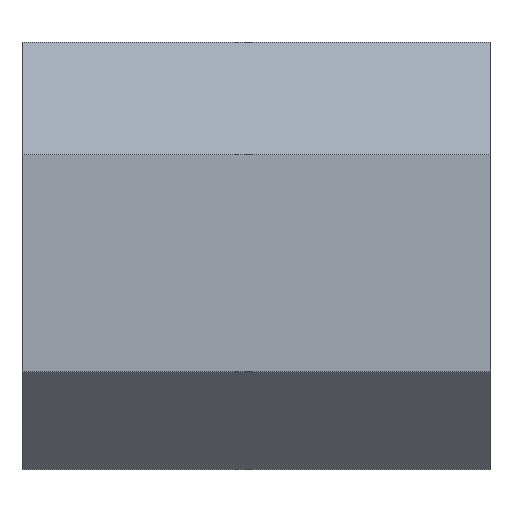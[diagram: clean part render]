
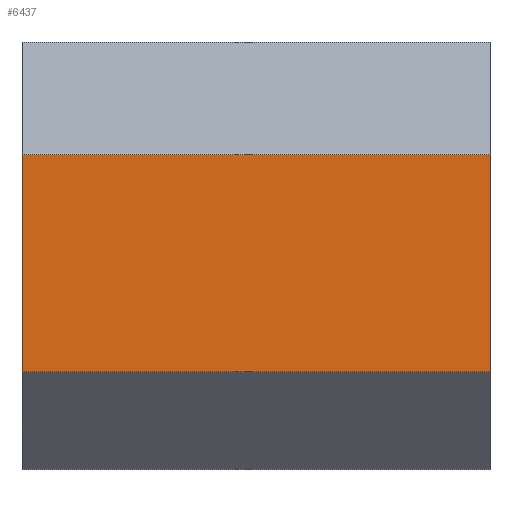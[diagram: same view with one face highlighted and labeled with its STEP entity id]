
A CAD part, top view. The second image highlights one B-rep face of the part: STEP entity #6437.
In plain terms, the highlighted planar face has unit normal (0, 0, 1).
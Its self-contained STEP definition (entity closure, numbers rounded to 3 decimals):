
#5332 = PLANE('',#5333);
#5333 = AXIS2_PLACEMENT_3D('',#5334,#5335,#5336);
#5334 = CARTESIAN_POINT('',(11.25,1.731,5.523));
#5335 = DIRECTION('',(1.,0.,0.));
#5336 = DIRECTION('',(0.,0.,1.));
#5386 = PLANE('',#5387);
#5387 = AXIS2_PLACEMENT_3D('',#5388,#5389,#5390);
#5388 = CARTESIAN_POINT('',(-1.25,1.731,5.523));
#5389 = DIRECTION('',(1.,0.,0.));
#5390 = DIRECTION('',(0.,0.,1.));
#5517 = PLANE('',#5518);
#5518 = AXIS2_PLACEMENT_3D('',#5519,#5520,#5521);
#5519 = CARTESIAN_POINT('',(-1.25,8.4,8.5));
#5520 = DIRECTION('',(0.,-0.447,-0.894));
#5521 = DIRECTION('',(0.,-0.894,0.447));
#5556 = VERTEX_POINT('',#5557);
#5557 = CARTESIAN_POINT('',(-1.25,5.4,10.));
#5578 = EDGE_CURVE('',#5556,#5579,#5581,.T.);
#5579 = VERTEX_POINT('',#5580);
#5580 = CARTESIAN_POINT('',(-1.25,-0.4,10.));
#5581 = SURFACE_CURVE('',#5582,(#5586,#5593),.PCURVE_S1.);
#5582 = LINE('',#5583,#5584);
#5583 = CARTESIAN_POINT('',(-1.25,5.4,10.));
#5584 = VECTOR('',#5585,1.);
#5585 = DIRECTION('',(0.,-1.,0.));
#5586 = PCURVE('',#5386,#5587);
#5587 = DEFINITIONAL_REPRESENTATION('',(#5588),#5592);
#5588 = LINE('',#5589,#5590);
#5589 = CARTESIAN_POINT('',(4.477,-3.669));
#5590 = VECTOR('',#5591,1.);
#5591 = DIRECTION('',(0.,1.));
#5592 = ( GEOMETRIC_REPRESENTATION_CONTEXT(2) 
PARAMETRIC_REPRESENTATION_CONTEXT() REPRESENTATION_CONTEXT('2D SPACE',''
  ) );
#5593 = PCURVE('',#5594,#5599);
#5594 = PLANE('',#5595);
#5595 = AXIS2_PLACEMENT_3D('',#5596,#5597,#5598);
#5596 = CARTESIAN_POINT('',(-1.25,5.4,10.));
#5597 = DIRECTION('',(0.,0.,-1.));
#5598 = DIRECTION('',(0.,-1.,0.));
#5599 = DEFINITIONAL_REPRESENTATION('',(#5600),#5604);
#5600 = LINE('',#5601,#5602);
#5601 = CARTESIAN_POINT('',(0.,-0.));
#5602 = VECTOR('',#5603,1.);
#5603 = DIRECTION('',(1.,0.));
#5604 = ( GEOMETRIC_REPRESENTATION_CONTEXT(2) 
PARAMETRIC_REPRESENTATION_CONTEXT() REPRESENTATION_CONTEXT('2D SPACE',''
  ) );
#5622 = PLANE('',#5623);
#5623 = AXIS2_PLACEMENT_3D('',#5624,#5625,#5626);
#5624 = CARTESIAN_POINT('',(-1.25,-0.4,10.));
#5625 = DIRECTION('',(0.,0.707,-0.707));
#5626 = DIRECTION('',(0.,-0.707,-0.707));
#5718 = VERTEX_POINT('',#5719);
#5719 = CARTESIAN_POINT('',(11.25,5.4,10.));
#5740 = EDGE_CURVE('',#5718,#5741,#5743,.T.);
#5741 = VERTEX_POINT('',#5742);
#5742 = CARTESIAN_POINT('',(11.25,-0.4,10.));
#5743 = SURFACE_CURVE('',#5744,(#5748,#5755),.PCURVE_S1.);
#5744 = LINE('',#5745,#5746);
#5745 = CARTESIAN_POINT('',(11.25,5.4,10.));
#5746 = VECTOR('',#5747,1.);
#5747 = DIRECTION('',(0.,-1.,0.));
#5748 = PCURVE('',#5332,#5749);
#5749 = DEFINITIONAL_REPRESENTATION('',(#5750),#5754);
#5750 = LINE('',#5751,#5752);
#5751 = CARTESIAN_POINT('',(4.477,-3.669));
#5752 = VECTOR('',#5753,1.);
#5753 = DIRECTION('',(0.,1.));
#5754 = ( GEOMETRIC_REPRESENTATION_CONTEXT(2) 
PARAMETRIC_REPRESENTATION_CONTEXT() REPRESENTATION_CONTEXT('2D SPACE',''
  ) );
#5755 = PCURVE('',#5594,#5756);
#5756 = DEFINITIONAL_REPRESENTATION('',(#5757),#5761);
#5757 = LINE('',#5758,#5759);
#5758 = CARTESIAN_POINT('',(0.,-12.5));
#5759 = VECTOR('',#5760,1.);
#5760 = DIRECTION('',(1.,0.));
#5761 = ( GEOMETRIC_REPRESENTATION_CONTEXT(2) 
PARAMETRIC_REPRESENTATION_CONTEXT() REPRESENTATION_CONTEXT('2D SPACE',''
  ) );
#6416 = EDGE_CURVE('',#5556,#5718,#6417,.T.);
#6417 = SURFACE_CURVE('',#6418,(#6422,#6429),.PCURVE_S1.);
#6418 = LINE('',#6419,#6420);
#6419 = CARTESIAN_POINT('',(-1.25,5.4,10.));
#6420 = VECTOR('',#6421,1.);
#6421 = DIRECTION('',(1.,0.,0.));
#6422 = PCURVE('',#5517,#6423);
#6423 = DEFINITIONAL_REPRESENTATION('',(#6424),#6428);
#6424 = LINE('',#6425,#6426);
#6425 = CARTESIAN_POINT('',(3.354,0.));
#6426 = VECTOR('',#6427,1.);
#6427 = DIRECTION('',(0.,-1.));
#6428 = ( GEOMETRIC_REPRESENTATION_CONTEXT(2) 
PARAMETRIC_REPRESENTATION_CONTEXT() REPRESENTATION_CONTEXT('2D SPACE',''
  ) );
#6429 = PCURVE('',#5594,#6430);
#6430 = DEFINITIONAL_REPRESENTATION('',(#6431),#6435);
#6431 = LINE('',#6432,#6433);
#6432 = CARTESIAN_POINT('',(0.,-0.));
#6433 = VECTOR('',#6434,1.);
#6434 = DIRECTION('',(0.,-1.));
#6435 = ( GEOMETRIC_REPRESENTATION_CONTEXT(2) 
PARAMETRIC_REPRESENTATION_CONTEXT() REPRESENTATION_CONTEXT('2D SPACE',''
  ) );
#6437 = ADVANCED_FACE('',(#6438),#5594,.F.);
#6438 = FACE_BOUND('',#6439,.F.);
#6439 = EDGE_LOOP('',(#6440,#6441,#6442,#6463));
#6440 = ORIENTED_EDGE('',*,*,#6416,.T.);
#6441 = ORIENTED_EDGE('',*,*,#5740,.T.);
#6442 = ORIENTED_EDGE('',*,*,#6443,.F.);
#6443 = EDGE_CURVE('',#5579,#5741,#6444,.T.);
#6444 = SURFACE_CURVE('',#6445,(#6449,#6456),.PCURVE_S1.);
#6445 = LINE('',#6446,#6447);
#6446 = CARTESIAN_POINT('',(-1.25,-0.4,10.));
#6447 = VECTOR('',#6448,1.);
#6448 = DIRECTION('',(1.,0.,0.));
#6449 = PCURVE('',#5594,#6450);
#6450 = DEFINITIONAL_REPRESENTATION('',(#6451),#6455);
#6451 = LINE('',#6452,#6453);
#6452 = CARTESIAN_POINT('',(5.8,0.));
#6453 = VECTOR('',#6454,1.);
#6454 = DIRECTION('',(0.,-1.));
#6455 = ( GEOMETRIC_REPRESENTATION_CONTEXT(2) 
PARAMETRIC_REPRESENTATION_CONTEXT() REPRESENTATION_CONTEXT('2D SPACE',''
  ) );
#6456 = PCURVE('',#5622,#6457);
#6457 = DEFINITIONAL_REPRESENTATION('',(#6458),#6462);
#6458 = LINE('',#6459,#6460);
#6459 = CARTESIAN_POINT('',(0.,0.));
#6460 = VECTOR('',#6461,1.);
#6461 = DIRECTION('',(0.,-1.));
#6462 = ( GEOMETRIC_REPRESENTATION_CONTEXT(2) 
PARAMETRIC_REPRESENTATION_CONTEXT() REPRESENTATION_CONTEXT('2D SPACE',''
  ) );
#6463 = ORIENTED_EDGE('',*,*,#5578,.F.);
